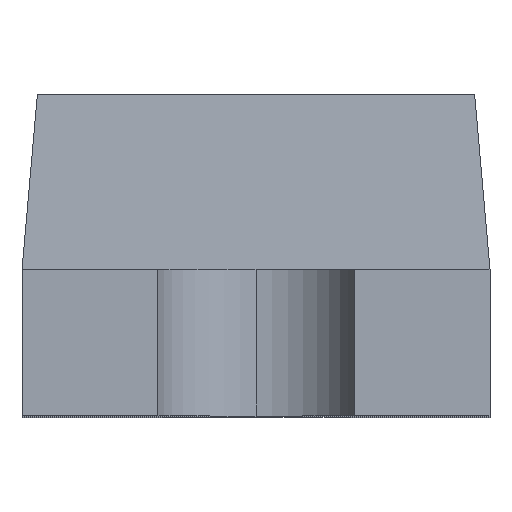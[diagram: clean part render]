
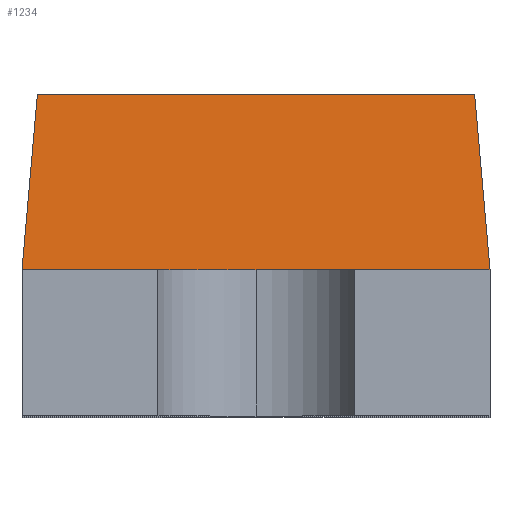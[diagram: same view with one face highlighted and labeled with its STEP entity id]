
A CAD part, top view. The second image highlights one B-rep face of the part: STEP entity #1234.
In plain terms, the highlighted planar face has unit normal (0, 0.087, 0.996).
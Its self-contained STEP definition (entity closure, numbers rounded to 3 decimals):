
#1201 = VERTEX_POINT('',#1202);
#1202 = CARTESIAN_POINT('',(-0.8,0.5,1.));
#1208 = EDGE_CURVE('',#1209,#1201,#1211,.T.);
#1209 = VERTEX_POINT('',#1210);
#1210 = CARTESIAN_POINT('',(-0.748,1.1,0.948));
#1211 = LINE('',#1212,#1213);
#1212 = CARTESIAN_POINT('',(-0.8,0.5,1.));
#1213 = VECTOR('',#1214,1.);
#1214 = DIRECTION('',(-0.087,-0.992,
    0.087));
#1234 = ADVANCED_FACE('',(#1235),#1260,.T.);
#1235 = FACE_BOUND('',#1236,.T.);
#1236 = EDGE_LOOP('',(#1237,#1245,#1253,#1259));
#1237 = ORIENTED_EDGE('',*,*,#1238,.T.);
#1238 = EDGE_CURVE('',#1201,#1239,#1241,.T.);
#1239 = VERTEX_POINT('',#1240);
#1240 = CARTESIAN_POINT('',(0.8,0.5,1.));
#1241 = LINE('',#1242,#1243);
#1242 = CARTESIAN_POINT('',(-0.8,0.5,1.));
#1243 = VECTOR('',#1244,1.);
#1244 = DIRECTION('',(1.,0.,0.));
#1245 = ORIENTED_EDGE('',*,*,#1246,.F.);
#1246 = EDGE_CURVE('',#1247,#1239,#1249,.T.);
#1247 = VERTEX_POINT('',#1248);
#1248 = CARTESIAN_POINT('',(0.748,1.1,0.948));
#1249 = LINE('',#1250,#1251);
#1250 = CARTESIAN_POINT('',(0.785,0.672,0.985
    ));
#1251 = VECTOR('',#1252,1.);
#1252 = DIRECTION('',(0.087,-0.992,
    0.087));
#1253 = ORIENTED_EDGE('',*,*,#1254,.F.);
#1254 = EDGE_CURVE('',#1209,#1247,#1255,.T.);
#1255 = LINE('',#1256,#1257);
#1256 = CARTESIAN_POINT('',(-0.8,1.1,0.948));
#1257 = VECTOR('',#1258,1.);
#1258 = DIRECTION('',(1.,0.,-0.));
#1259 = ORIENTED_EDGE('',*,*,#1208,.T.);
#1260 = PLANE('',#1261);
#1261 = AXIS2_PLACEMENT_3D('',#1262,#1263,#1264);
#1262 = CARTESIAN_POINT('',(-0.8,0.5,1.));
#1263 = DIRECTION('',(0.,0.087,0.996));
#1264 = DIRECTION('',(0.,-0.996,0.087));
